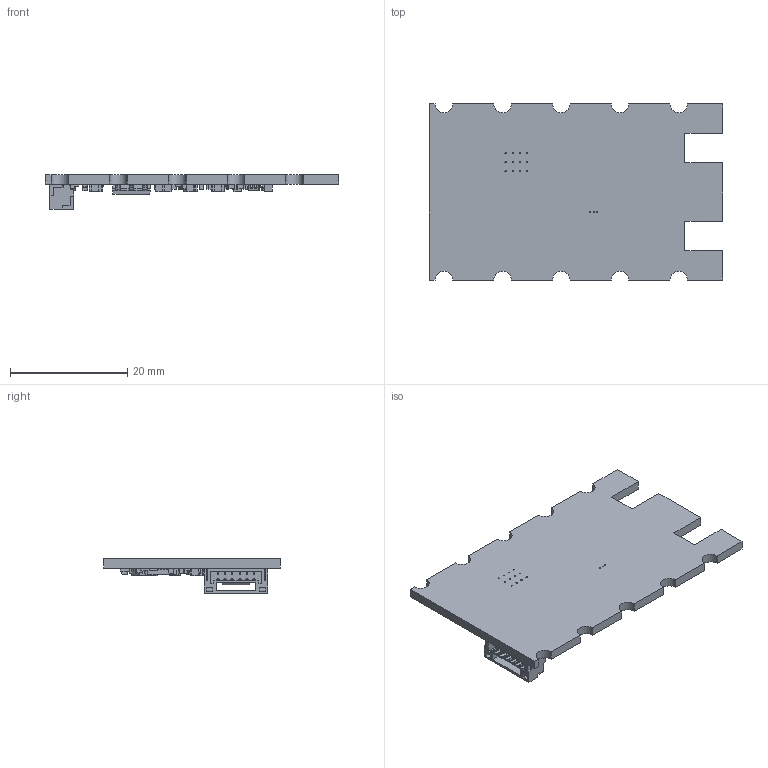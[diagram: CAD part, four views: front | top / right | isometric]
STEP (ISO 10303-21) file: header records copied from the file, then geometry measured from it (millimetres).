
FILE_DESCRIPTION(('KiCad electronic assembly'),'2;1');
FILE_NAME('TFSIK01.step','2023-10-05T15:24:22',('Pcbnew'),('Kicad'), 'Open CASCADE STEP processor 7.6','KiCad to STEP converter','Unknown' );
FILE_SCHEMA(('AUTOMOTIVE_DESIGN { 1 0 10303 214 1 1 1 1 }'));
Length unit declared in the file: millimetre
Products named in the file (22): TFSIK01 1; C_0603_1608Metric; SOLID; L_0805_2012Metric; R_0603_1608Metric; SOT-363_SC-70-6; C_0805_2012Metric; LED_0603_1608Metric; QFN-36-1EP_5x6mm_P0.5mm_EP3.6x4.1mm; JST_GH_SM06B-GHS-TB_1x06-1MP_P1.25mm_Horizontal; SOT-223; R_0805_2012Metric; tmp3gu7zb43 PCB
Assembly tree (64 placements, depth 3):
  TFSIK01 1
    C_0603_1608Metric  x20
      SOLID
    L_0805_2012Metric  x10
      SOLID
    R_0603_1608Metric  x10
      SOLID
    SOT-363_SC-70-6  x2
      SOLID
    C_0805_2012Metric  x5
      SOLID
    LED_0603_1608Metric  x2
      SOLID
    QFN-36-1EP_5x6mm_P0.5mm_EP3.6x4.1mm
      SOLID
    JST_GH_SM06B-GHS-TB_1x06-1MP_P1.25mm_Horizontal
      SOLID
    SOT-223
      SOLID
    R_0805_2012Metric
      SOLID
    tmp3gu7zb43 PCB
Bounding box: 50 x 30 x 5.88 mm (x, y, z)
Volume: 2460.9 mm3; surface area: 4109.6 mm2
Topology: 54 solids, 54 shells, 2224 faces, 5876 edges, 3844 vertices
Faces by surface type: plane 1534, cylinder 614, bspline 76
Full cylindrical faces by diameter (mm): 0.2 x15, 0.4 x1
Entity records: 69173 total; most frequent: CARTESIAN_POINT 11560, DIRECTION 9446, LINE 6951, VECTOR 6951, ORIENTED_EDGE 5078, PCURVE 5078, DEFINITIONAL_REPRESENTATION 5078, EDGE_CURVE 2539
